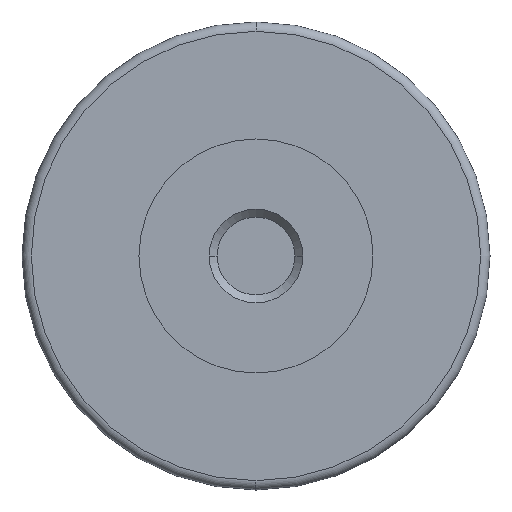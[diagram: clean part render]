
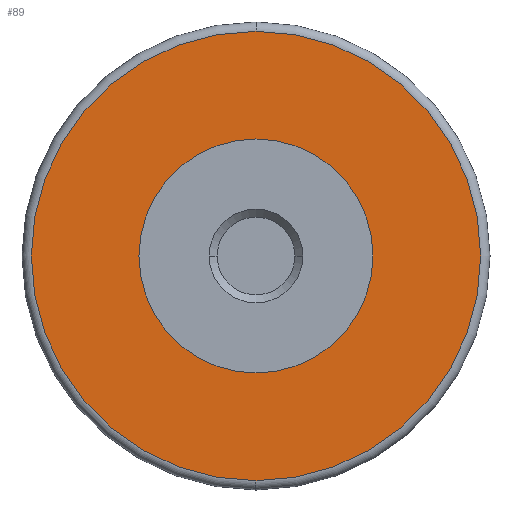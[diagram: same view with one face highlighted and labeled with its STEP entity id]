
A CAD part, left-side view. The second image highlights one B-rep face of the part: STEP entity #89.
In plain terms, the highlighted planar face has unit normal (-1, 0, 0).
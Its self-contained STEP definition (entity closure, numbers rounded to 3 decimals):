
#89=ADVANCED_FACE('',(#125,#126),#127,.T.);
#125=FACE_OUTER_BOUND('',#170,.T.);
#126=FACE_BOUND('',#171,.T.);
#127=PLANE('',#172);
#170=EDGE_LOOP('',(#283,#284,#285));
#171=EDGE_LOOP('',(#286,#287));
#172=AXIS2_PLACEMENT_3D('',#288,#289,#290);
#283=ORIENTED_EDGE('',*,*,#376,.T.);
#284=ORIENTED_EDGE('',*,*,#351,.T.);
#285=ORIENTED_EDGE('',*,*,#377,.T.);
#286=ORIENTED_EDGE('',*,*,#341,.T.);
#287=ORIENTED_EDGE('',*,*,#378,.T.);
#288=CARTESIAN_POINT('',(5.0,0.0,0.0));
#289=DIRECTION('',(-1.0,0.0,0.0));
#290=DIRECTION('',(0.0,0.0,1.0));
#341=EDGE_CURVE('',#383,#387,#389,.T.);
#351=EDGE_CURVE('',#402,#405,#407,.T.);
#376=EDGE_CURVE('',#446,#402,#447,.T.);
#377=EDGE_CURVE('',#405,#446,#448,.T.);
#378=EDGE_CURVE('',#387,#383,#449,.T.);
#383=VERTEX_POINT('',#455);
#387=VERTEX_POINT('',#460);
#389=CIRCLE('',#463,10.0);
#402=VERTEX_POINT('',#478);
#405=VERTEX_POINT('',#481);
#407=CIRCLE('',#483,19.2);
#446=VERTEX_POINT('',#530);
#447=CIRCLE('',#531,19.2);
#448=CIRCLE('',#532,19.2);
#449=CIRCLE('',#533,10.0);
#455=CARTESIAN_POINT('',(5.0,0.0,-10.0));
#460=CARTESIAN_POINT('',(5.0,0.,10.0));
#463=AXIS2_PLACEMENT_3D('',#543,#544,#545);
#478=CARTESIAN_POINT('',(5.0,0.,-19.2));
#481=CARTESIAN_POINT('',(5.0,0.,19.2));
#483=AXIS2_PLACEMENT_3D('',#569,#570,#571);
#530=CARTESIAN_POINT('',(5.0,19.2,0.0));
#531=AXIS2_PLACEMENT_3D('',#628,#629,#630);
#532=AXIS2_PLACEMENT_3D('',#631,#632,#633);
#533=AXIS2_PLACEMENT_3D('',#634,#635,#636);
#543=CARTESIAN_POINT('',(5.0,0.0,0.0));
#544=DIRECTION('',(1.0,0.0,0.0));
#545=DIRECTION('',(0.0,0.0,-1.0));
#569=CARTESIAN_POINT('',(5.0,0.,0.0));
#570=DIRECTION('',(-1.0,0.0,0.0));
#571=DIRECTION('',(0.0,1.0,0.0));
#628=CARTESIAN_POINT('',(5.0,0.,0.0));
#629=DIRECTION('',(-1.0,0.0,0.0));
#630=DIRECTION('',(0.0,1.0,0.0));
#631=CARTESIAN_POINT('',(5.0,0.,0.0));
#632=DIRECTION('',(-1.0,0.0,0.0));
#633=DIRECTION('',(0.0,1.0,0.0));
#634=CARTESIAN_POINT('',(5.0,0.0,0.0));
#635=DIRECTION('',(1.0,0.0,0.0));
#636=DIRECTION('',(0.0,0.0,-1.0));
